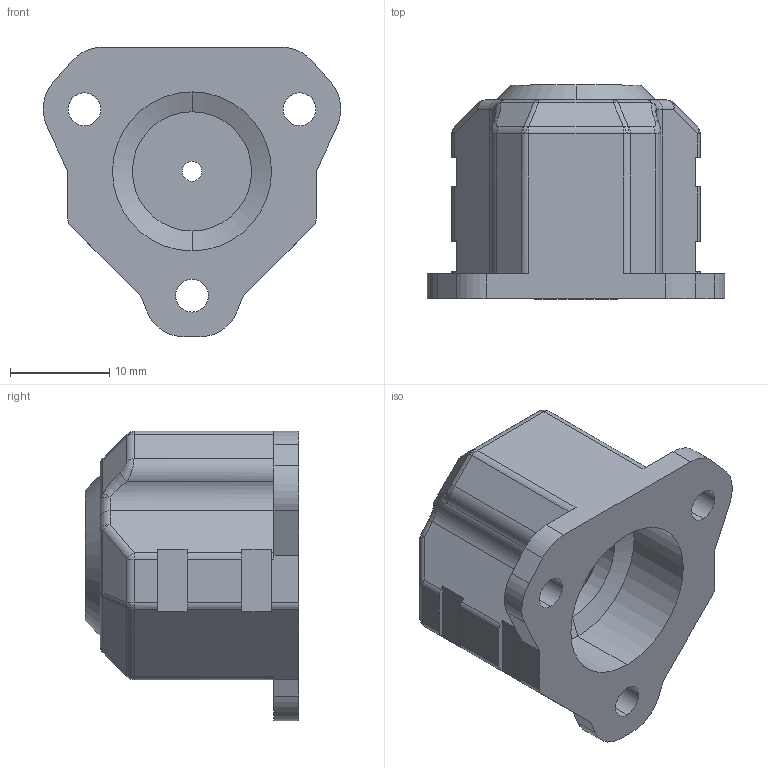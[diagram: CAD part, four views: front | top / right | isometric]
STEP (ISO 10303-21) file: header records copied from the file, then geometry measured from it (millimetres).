
FILE_DESCRIPTION (( 'STEP AP203' ), '1' );
FILE_NAME ('hotend_clip_ubis.step', '2016-02-29T21:23:23', ( '' ), ( '' ), 'SwSTEP 2.0', 'SolidWorks 2015', '' );
FILE_SCHEMA (( 'CONFIG_CONTROL_DESIGN' ));
Length unit declared in the file: millimetre
Products named in the file (1): hotend_clip_ubis
Bounding box: 29.93 x 21.5 x 29.15 mm (x, y, z)
Volume: 6582.3 mm3; surface area: 3871.4 mm2
Topology: 1 solids, 1 shells, 172 faces, 409 edges, 232 vertices
Faces by surface type: cylinder 72, plane 51, sphere 32, cone 10, bspline 5, torus 2
Entity records: 5013 total; most frequent: CARTESIAN_POINT 955, DIRECTION 900, ORIENTED_EDGE 798, EDGE_CURVE 399, AXIS2_PLACEMENT_3D 345, VERTEX_POINT 232, LINE 210, VECTOR 210
